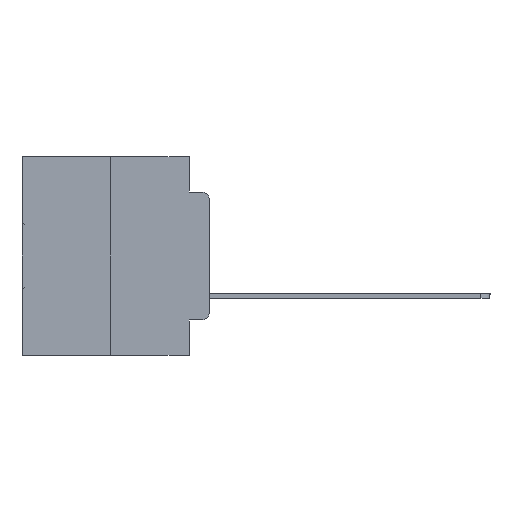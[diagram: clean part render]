
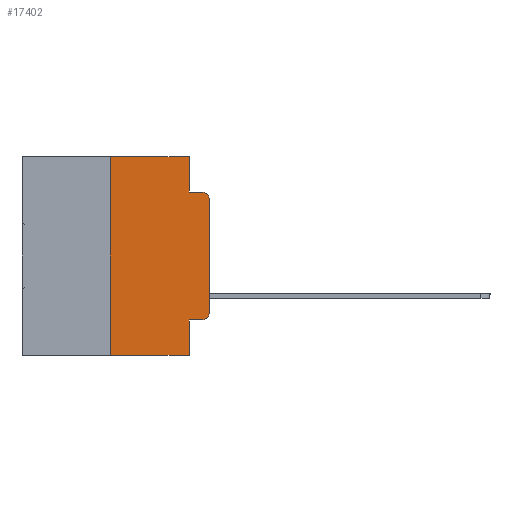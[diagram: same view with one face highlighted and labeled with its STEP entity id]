
A CAD part, left-side view. The second image highlights one B-rep face of the part: STEP entity #17402.
In plain terms, the highlighted planar face has unit normal (-1, 0, 0).
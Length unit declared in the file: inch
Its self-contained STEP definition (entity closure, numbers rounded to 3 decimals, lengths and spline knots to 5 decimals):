
#359 = EDGE_CURVE ( 'NONE', #10515, #3285, #23962, .T. ) ;
#895 = EDGE_CURVE ( 'NONE', #3285, #28976, #23867, .T. ) ;
#912 = AXIS2_PLACEMENT_3D ( 'NONE', #9220, #19092, #7740 ) ;
#1393 = DIRECTION ( 'NONE',  ( 0., -1., 0. ) ) ;
#1497 = EDGE_CURVE ( 'NONE', #8838, #26790, #14627, .T. ) ;
#2007 = ORIENTED_EDGE ( 'NONE', *, *, #1497, .F. ) ;
#2151 = ORIENTED_EDGE ( 'NONE', *, *, #359, .T. ) ;
#2172 = CARTESIAN_POINT ( 'NONE',  ( 0., 0.051, 0. ) ) ;
#2731 = EDGE_CURVE ( 'NONE', #25918, #8610, #4710, .T. ) ;
#3103 = VERTEX_POINT ( 'NONE', #18927 ) ;
#3209 = CARTESIAN_POINT ( 'NONE',  ( 0., 0., -0.3915 ) ) ;
#3285 = VERTEX_POINT ( 'NONE', #19724 ) ;
#3392 = VECTOR ( 'NONE', #11270, 39.37008 ) ;
#4478 = EDGE_CURVE ( 'NONE', #3103, #10515, #16430, .T. ) ;
#4710 = LINE ( 'NONE', #14564, #17901 ) ;
#5281 = ORIENTED_EDGE ( 'NONE', *, *, #2731, .F. ) ;
#5563 = CARTESIAN_POINT ( 'NONE',  ( 0., 0.473, 0. ) ) ;
#6000 = CARTESIAN_POINT ( 'NONE',  ( 0., 0.051, -0.4115 ) ) ;
#6284 = EDGE_CURVE ( 'NONE', #8610, #28976, #7396, .T. ) ;
#6652 = EDGE_LOOP ( 'NONE', ( #2151, #21753, #25748, #5281, #12668, #31305, #31030, #2007, #14923, #9430 ) ) ;
#7396 = LINE ( 'NONE', #27451, #18496 ) ;
#7740 = DIRECTION ( 'NONE',  ( 0., 0., -1. ) ) ;
#7861 = VECTOR ( 'NONE', #19509, 39.37008 ) ;
#8610 = VERTEX_POINT ( 'NONE', #31626 ) ;
#8838 = VERTEX_POINT ( 'NONE', #6000 ) ;
#9220 = CARTESIAN_POINT ( 'NONE',  ( 0., 0.02, -0.3915 ) ) ;
#9390 = VECTOR ( 'NONE', #15255, 39.37008 ) ;
#9430 = ORIENTED_EDGE ( 'NONE', *, *, #4478, .T. ) ;
#9914 = AXIS2_PLACEMENT_3D ( 'NONE', #14983, #24859, #22116 ) ;
#10515 = VERTEX_POINT ( 'NONE', #3209 ) ;
#11270 = DIRECTION ( 'NONE',  ( 0., 0., 1. ) ) ;
#12057 = LINE ( 'NONE', #17550, #7861 ) ;
#12187 = CARTESIAN_POINT ( 'NONE',  ( 0., 0.25, -0.5 ) ) ;
#12668 = ORIENTED_EDGE ( 'NONE', *, *, #13735, .F. ) ;
#12696 = DIRECTION ( 'NONE',  ( 1., 0., 0. ) ) ;
#13735 = EDGE_CURVE ( 'NONE', #24316, #25918, #12057, .T. ) ;
#14564 = CARTESIAN_POINT ( 'NONE',  ( 0., 0.051, 0. ) ) ;
#14627 = LINE ( 'NONE', #2172, #25963 ) ;
#14833 = EDGE_CURVE ( 'NONE', #8838, #3103, #17688, .T. ) ;
#14923 = ORIENTED_EDGE ( 'NONE', *, *, #14833, .T. ) ;
#14983 = CARTESIAN_POINT ( 'NONE',  ( 0., 0.02, -0.1085 ) ) ;
#15255 = DIRECTION ( 'NONE',  ( 0., -1., 0. ) ) ;
#15630 = LINE ( 'NONE', #22928, #3392 ) ;
#15799 = EDGE_CURVE ( 'NONE', #24372, #26790, #25690, .T. ) ;
#16430 = CIRCLE ( 'NONE', #912, 0.02 ) ;
#17402 = ADVANCED_FACE ( 'NONE', ( #27735 ), #25152, .F. ) ;
#17550 = CARTESIAN_POINT ( 'NONE',  ( 0., 0.473, 0. ) ) ;
#17688 = LINE ( 'NONE', #27564, #9390 ) ;
#17901 = VECTOR ( 'NONE', #24451, 39.37008 ) ;
#18068 = VECTOR ( 'NONE', #18768, 39.37008 ) ;
#18199 = VECTOR ( 'NONE', #1393, 39.37008 ) ;
#18285 = AXIS2_PLACEMENT_3D ( 'NONE', #5563, #12696, #24986 ) ;
#18496 = VECTOR ( 'NONE', #20336, 39.37008 ) ;
#18768 = DIRECTION ( 'NONE',  ( 0., 0., 1. ) ) ;
#18927 = CARTESIAN_POINT ( 'NONE',  ( 0., 0.02, -0.4115 ) ) ;
#19092 = DIRECTION ( 'NONE',  ( -1., 0., 0. ) ) ;
#19509 = DIRECTION ( 'NONE',  ( 0., -1., 0. ) ) ;
#19724 = CARTESIAN_POINT ( 'NONE',  ( 0., 0., -0.1085 ) ) ;
#20336 = DIRECTION ( 'NONE',  ( 0., -1., 0. ) ) ;
#21427 = CARTESIAN_POINT ( 'NONE',  ( 0., 0.25, 0. ) ) ;
#21753 = ORIENTED_EDGE ( 'NONE', *, *, #895, .T. ) ;
#22116 = DIRECTION ( 'NONE',  ( 0., 0., -1. ) ) ;
#22928 = CARTESIAN_POINT ( 'NONE',  ( 0., 0.25, 0. ) ) ;
#23024 = CARTESIAN_POINT ( 'NONE',  ( 0., 0.02, -0.0885 ) ) ;
#23867 = CIRCLE ( 'NONE', #9914, 0.02 ) ;
#23962 = LINE ( 'NONE', #31263, #18068 ) ;
#24316 = VERTEX_POINT ( 'NONE', #21427 ) ;
#24372 = VERTEX_POINT ( 'NONE', #12187 ) ;
#24451 = DIRECTION ( 'NONE',  ( 0., 0., -1. ) ) ;
#24510 = DIRECTION ( 'NONE',  ( 0., 0., -1. ) ) ;
#24859 = DIRECTION ( 'NONE',  ( -1., 0., 0. ) ) ;
#24986 = DIRECTION ( 'NONE',  ( 0., 0., -1. ) ) ;
#25152 = PLANE ( 'NONE',  #18285 ) ;
#25690 = LINE ( 'NONE', #28431, #18199 ) ;
#25748 = ORIENTED_EDGE ( 'NONE', *, *, #6284, .F. ) ;
#25918 = VERTEX_POINT ( 'NONE', #25927 ) ;
#25927 = CARTESIAN_POINT ( 'NONE',  ( 0., 0.051, 0. ) ) ;
#25963 = VECTOR ( 'NONE', #24510, 39.37008 ) ;
#26790 = VERTEX_POINT ( 'NONE', #28744 ) ;
#26832 = EDGE_CURVE ( 'NONE', #24372, #24316, #15630, .T. ) ;
#27451 = CARTESIAN_POINT ( 'NONE',  ( 0., 0.051, -0.0885 ) ) ;
#27564 = CARTESIAN_POINT ( 'NONE',  ( 0., 0.051, -0.4115 ) ) ;
#27735 = FACE_OUTER_BOUND ( 'NONE', #6652, .T. ) ;
#28431 = CARTESIAN_POINT ( 'NONE',  ( 0., 0.473, -0.5 ) ) ;
#28744 = CARTESIAN_POINT ( 'NONE',  ( 0., 0.051, -0.5 ) ) ;
#28976 = VERTEX_POINT ( 'NONE', #23024 ) ;
#31030 = ORIENTED_EDGE ( 'NONE', *, *, #15799, .T. ) ;
#31263 = CARTESIAN_POINT ( 'NONE',  ( 0., 0., 0. ) ) ;
#31305 = ORIENTED_EDGE ( 'NONE', *, *, #26832, .F. ) ;
#31626 = CARTESIAN_POINT ( 'NONE',  ( 0., 0.051, -0.0885 ) ) ;
